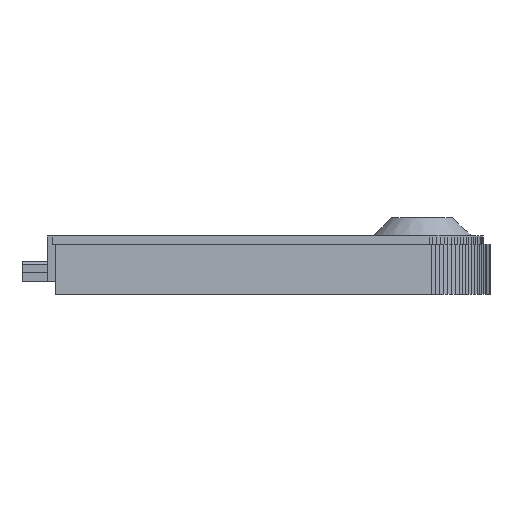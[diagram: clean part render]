
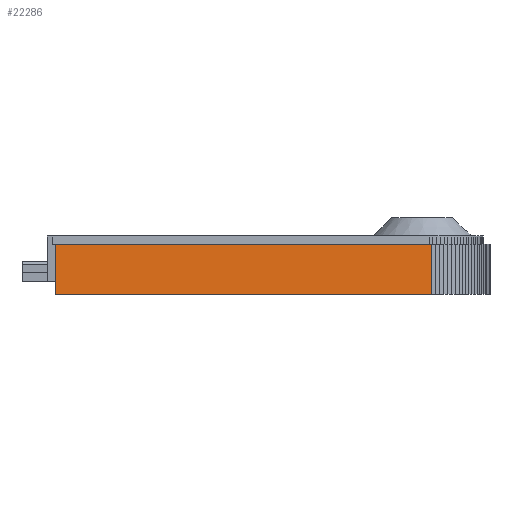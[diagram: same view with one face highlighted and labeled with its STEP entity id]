
A CAD part, front view. The second image highlights one B-rep face of the part: STEP entity #22286.
In plain terms, the highlighted planar face has unit normal (0.1, -0.995, 0).
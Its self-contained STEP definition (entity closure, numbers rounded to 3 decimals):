
#14314 = PLANE('',#14315);
#14315 = AXIS2_PLACEMENT_3D('',#14316,#14317,#14318);
#14316 = CARTESIAN_POINT('',(79.5,-68.5,136.));
#14317 = DIRECTION('',(1.,0.,0.));
#14318 = DIRECTION('',(0.,0.,1.));
#14383 = PLANE('',#14384);
#14384 = AXIS2_PLACEMENT_3D('',#14385,#14386,#14387);
#14385 = CARTESIAN_POINT('',(-200.,-100.,167.));
#14386 = DIRECTION('',(0.,0.,1.));
#14387 = DIRECTION('',(1.,0.,0.));
#18066 = PLANE('',#18067);
#18067 = AXIS2_PLACEMENT_3D('',#18068,#18069,#18070);
#18068 = CARTESIAN_POINT('',(-168.894,3.502,137.));
#18069 = DIRECTION('',(0.,0.,1.));
#18070 = DIRECTION('',(1.,0.,0.));
#18132 = VERTEX_POINT('',#18133);
#18133 = CARTESIAN_POINT('',(79.5,-62.348,167.));
#18152 = EDGE_CURVE('',#18153,#18132,#18155,.T.);
#18153 = VERTEX_POINT('',#18154);
#18154 = CARTESIAN_POINT('',(79.5,-62.348,137.));
#18155 = SURFACE_CURVE('',#18156,(#18160,#18166),.PCURVE_S1.);
#18156 = LINE('',#18157,#18158);
#18157 = CARTESIAN_POINT('',(79.5,-62.348,149.5));
#18158 = VECTOR('',#18159,1.);
#18159 = DIRECTION('',(0.,0.,1.));
#18160 = PCURVE('',#14314,#18161);
#18161 = DEFINITIONAL_REPRESENTATION('',(#18162),#18165);
#18162 = B_SPLINE_CURVE_WITH_KNOTS('',1,(#18163,#18164),.UNSPECIFIED.,
  .F.,.F.,(2,2),(-15.5,20.5),.PIECEWISE_BEZIER_KNOTS.);
#18163 = CARTESIAN_POINT('',(-2.,-6.152));
#18164 = CARTESIAN_POINT('',(34.,-6.152));
#18165 = ( GEOMETRIC_REPRESENTATION_CONTEXT(2) 
PARAMETRIC_REPRESENTATION_CONTEXT() REPRESENTATION_CONTEXT('2D SPACE',''
  ) );
#18166 = PCURVE('',#18167,#18172);
#18167 = PLANE('',#18168);
#18168 = AXIS2_PLACEMENT_3D('',#18169,#18170,#18171);
#18169 = CARTESIAN_POINT('',(156.725,-54.587,163.));
#18170 = DIRECTION('',(0.1,-0.995,0.));
#18171 = DIRECTION('',(-0.995,-0.1,0.));
#18172 = DEFINITIONAL_REPRESENTATION('',(#18173),#18176);
#18173 = B_SPLINE_CURVE_WITH_KNOTS('',1,(#18174,#18175),.UNSPECIFIED.,
  .F.,.F.,(2,2),(-15.5,20.5),.PIECEWISE_BEZIER_KNOTS.);
#18174 = CARTESIAN_POINT('',(77.614,29.));
#18175 = CARTESIAN_POINT('',(77.614,-7.));
#18176 = ( GEOMETRIC_REPRESENTATION_CONTEXT(2) 
PARAMETRIC_REPRESENTATION_CONTEXT() REPRESENTATION_CONTEXT('2D SPACE',''
  ) );
#18231 = EDGE_CURVE('',#18232,#18132,#18234,.T.);
#18232 = VERTEX_POINT('',#18233);
#18233 = CARTESIAN_POINT('',(305.013,-39.685,167.));
#18234 = SURFACE_CURVE('',#18235,(#18239,#18245),.PCURVE_S1.);
#18235 = LINE('',#18236,#18237);
#18236 = CARTESIAN_POINT('',(-22.113,-72.56,167.));
#18237 = VECTOR('',#18238,1.);
#18238 = DIRECTION('',(-0.995,-0.1,0.));
#18239 = PCURVE('',#14383,#18240);
#18240 = DEFINITIONAL_REPRESENTATION('',(#18241),#18244);
#18241 = B_SPLINE_CURVE_WITH_KNOTS('',1,(#18242,#18243),.UNSPECIFIED.,
  .F.,.F.,(2,2),(-351.941,-73.932),
  .PIECEWISE_BEZIER_KNOTS.);
#18242 = CARTESIAN_POINT('',(528.064,62.632));
#18243 = CARTESIAN_POINT('',(251.449,34.833));
#18244 = ( GEOMETRIC_REPRESENTATION_CONTEXT(2) 
PARAMETRIC_REPRESENTATION_CONTEXT() REPRESENTATION_CONTEXT('2D SPACE',''
  ) );
#18245 = PCURVE('',#18167,#18246);
#18246 = DEFINITIONAL_REPRESENTATION('',(#18247),#18250);
#18247 = B_SPLINE_CURVE_WITH_KNOTS('',1,(#18248,#18249),.UNSPECIFIED.,
  .F.,.F.,(2,2),(-351.941,-73.932),
  .PIECEWISE_BEZIER_KNOTS.);
#18248 = CARTESIAN_POINT('',(-172.202,-4.));
#18249 = CARTESIAN_POINT('',(105.807,-4.));
#18250 = ( GEOMETRIC_REPRESENTATION_CONTEXT(2) 
PARAMETRIC_REPRESENTATION_CONTEXT() REPRESENTATION_CONTEXT('2D SPACE',''
  ) );
#18267 = PLANE('',#18268);
#18268 = AXIS2_PLACEMENT_3D('',#18269,#18270,#18271);
#18269 = CARTESIAN_POINT('',(307.495,-39.292,137.));
#18270 = DIRECTION('',(0.156,-0.988,0.));
#18271 = DIRECTION('',(-0.988,-0.156,0.));
#20071 = EDGE_CURVE('',#20072,#18153,#20074,.T.);
#20072 = VERTEX_POINT('',#20073);
#20073 = CARTESIAN_POINT('',(305.013,-39.685,137.));
#20074 = SURFACE_CURVE('',#20075,(#20079,#20086),.PCURVE_S1.);
#20075 = LINE('',#20076,#20077);
#20076 = CARTESIAN_POINT('',(305.013,-39.685,137.));
#20077 = VECTOR('',#20078,1.);
#20078 = DIRECTION('',(-0.995,-0.1,0.));
#20079 = PCURVE('',#18066,#20080);
#20080 = DEFINITIONAL_REPRESENTATION('',(#20081),#20085);
#20081 = LINE('',#20082,#20083);
#20082 = CARTESIAN_POINT('',(473.907,-43.187));
#20083 = VECTOR('',#20084,1.);
#20084 = DIRECTION('',(-0.995,-0.1));
#20085 = ( GEOMETRIC_REPRESENTATION_CONTEXT(2) 
PARAMETRIC_REPRESENTATION_CONTEXT() REPRESENTATION_CONTEXT('2D SPACE',''
  ) );
#20086 = PCURVE('',#18167,#20087);
#20087 = DEFINITIONAL_REPRESENTATION('',(#20088),#20092);
#20088 = LINE('',#20089,#20090);
#20089 = CARTESIAN_POINT('',(-149.035,26.));
#20090 = VECTOR('',#20091,1.);
#20091 = DIRECTION('',(1.,0.));
#20092 = ( GEOMETRIC_REPRESENTATION_CONTEXT(2) 
PARAMETRIC_REPRESENTATION_CONTEXT() REPRESENTATION_CONTEXT('2D SPACE',''
  ) );
#22286 = ADVANCED_FACE('',(#22287),#18167,.T.);
#22287 = FACE_BOUND('',#22288,.T.);
#22288 = EDGE_LOOP('',(#22289,#22290,#22311,#22312));
#22289 = ORIENTED_EDGE('',*,*,#20071,.F.);
#22290 = ORIENTED_EDGE('',*,*,#22291,.T.);
#22291 = EDGE_CURVE('',#20072,#18232,#22292,.T.);
#22292 = SURFACE_CURVE('',#22293,(#22297,#22304),.PCURVE_S1.);
#22293 = LINE('',#22294,#22295);
#22294 = CARTESIAN_POINT('',(305.013,-39.685,137.));
#22295 = VECTOR('',#22296,1.);
#22296 = DIRECTION('',(0.,0.,1.));
#22297 = PCURVE('',#18167,#22298);
#22298 = DEFINITIONAL_REPRESENTATION('',(#22299),#22303);
#22299 = LINE('',#22300,#22301);
#22300 = CARTESIAN_POINT('',(-149.035,26.));
#22301 = VECTOR('',#22302,1.);
#22302 = DIRECTION('',(0.,-1.));
#22303 = ( GEOMETRIC_REPRESENTATION_CONTEXT(2) 
PARAMETRIC_REPRESENTATION_CONTEXT() REPRESENTATION_CONTEXT('2D SPACE',''
  ) );
#22304 = PCURVE('',#18267,#22305);
#22305 = DEFINITIONAL_REPRESENTATION('',(#22306),#22310);
#22306 = LINE('',#22307,#22308);
#22307 = CARTESIAN_POINT('',(2.513,0.));
#22308 = VECTOR('',#22309,1.);
#22309 = DIRECTION('',(0.,-1.));
#22310 = ( GEOMETRIC_REPRESENTATION_CONTEXT(2) 
PARAMETRIC_REPRESENTATION_CONTEXT() REPRESENTATION_CONTEXT('2D SPACE',''
  ) );
#22311 = ORIENTED_EDGE('',*,*,#18231,.T.);
#22312 = ORIENTED_EDGE('',*,*,#18152,.F.);
